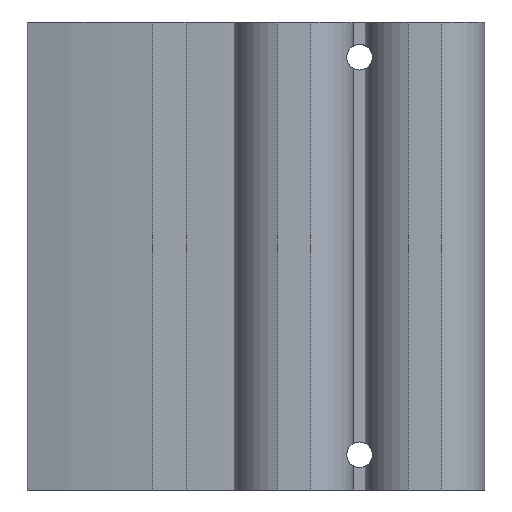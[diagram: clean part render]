
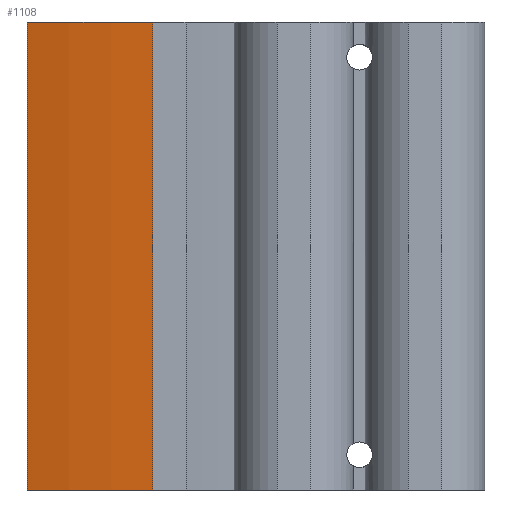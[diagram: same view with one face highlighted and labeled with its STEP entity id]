
A CAD part, front view. The second image highlights one B-rep face of the part: STEP entity #1108.
In plain terms, the highlighted cylindrical face has radius 180 mm (diameter 360 mm), a partial arc.
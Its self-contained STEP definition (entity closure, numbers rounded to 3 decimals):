
#59=LINE('',#1869,#121);
#62=LINE('',#1877,#124);
#121=VECTOR('',#1383,1000.);
#124=VECTOR('',#1390,1000.);
#180=CYLINDRICAL_SURFACE('',#1208,180.);
#258=ORIENTED_EDGE('',*,*,#532,.T.);
#259=ORIENTED_EDGE('',*,*,#533,.F.);
#260=ORIENTED_EDGE('',*,*,#534,.F.);
#261=ORIENTED_EDGE('',*,*,#529,.T.);
#529=EDGE_CURVE('',#664,#663,#59,.T.);
#532=EDGE_CURVE('',#663,#666,#759,.T.);
#533=EDGE_CURVE('',#667,#666,#62,.T.);
#534=EDGE_CURVE('',#664,#667,#760,.T.);
#663=VERTEX_POINT('',#1868);
#664=VERTEX_POINT('',#1870);
#666=VERTEX_POINT('',#1876);
#667=VERTEX_POINT('',#1878);
#759=CIRCLE('',#1209,180.);
#760=CIRCLE('',#1210,180.);
#825=EDGE_LOOP('',(#258,#259,#260,#261));
#955=FACE_BOUND('',#825,.T.);
#1108=ADVANCED_FACE('',(#955),#180,.T.);
#1208=AXIS2_PLACEMENT_3D('',#1874,#1386,#1387);
#1209=AXIS2_PLACEMENT_3D('',#1875,#1388,#1389);
#1210=AXIS2_PLACEMENT_3D('',#1879,#1391,#1392);
#1383=DIRECTION('',(0.,0.,-1.));
#1386=DIRECTION('',(0.,0.,-1.));
#1387=DIRECTION('',(-1.,0.,0.));
#1388=DIRECTION('',(0.,0.,1.));
#1389=DIRECTION('',(1.,0.,0.));
#1390=DIRECTION('',(0.,0.,-1.));
#1391=DIRECTION('',(0.,0.,1.));
#1392=DIRECTION('',(1.,0.,0.));
#1868=CARTESIAN_POINT('',(0.,22.5,0.));
#1869=CARTESIAN_POINT('',(0.,22.5,113.));
#1870=CARTESIAN_POINT('',(0.,22.5,113.));
#1874=CARTESIAN_POINT('',(51.439,194.993,113.));
#1875=CARTESIAN_POINT('',(51.439,194.993,0.));
#1876=CARTESIAN_POINT('',(30.3,16.239,0.));
#1877=CARTESIAN_POINT('',(30.3,16.239,113.));
#1878=CARTESIAN_POINT('',(30.3,16.239,113.));
#1879=CARTESIAN_POINT('',(51.439,194.993,113.));
